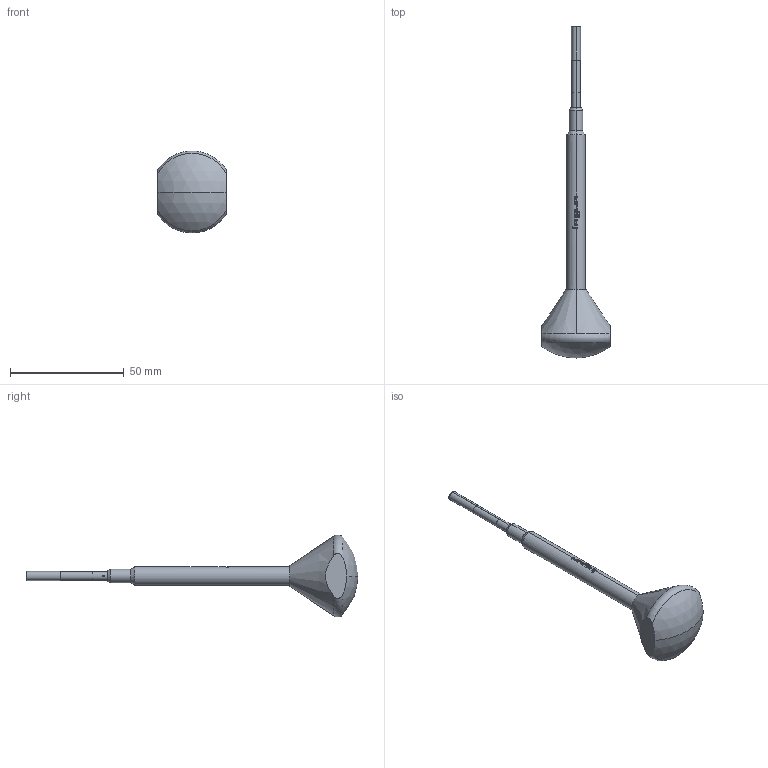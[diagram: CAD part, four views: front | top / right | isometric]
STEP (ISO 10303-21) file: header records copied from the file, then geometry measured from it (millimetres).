
FILE_DESCRIPTION (( 'STEP AP203' ), '1' );
FILE_NAME ('INGUN_SW-SKS-419-429-300.STEP', '2021-10-05T12:21:52', ( 'ochi' ), ( '' ), 'SwSTEP 2.0', 'SolidWorks 2018', '' );
FILE_SCHEMA (( 'CONFIG_CONTROL_DESIGN' ));
Length unit declared in the file: millimetre
Products named in the file (1): INGUN_SW-SKS-419-429-300
Bounding box: 30 x 146 x 36 mm (x, y, z)
Volume: 18796.4 mm3; surface area: 5881.5 mm2
Topology: 1 solids, 1 shells, 112 faces, 303 edges, 196 vertices
Faces by surface type: plane 47, cylinder 26, bspline 22, cone 10, torus 5, sphere 2
Entity records: 4040 total; most frequent: CARTESIAN_POINT 1307, ORIENTED_EDGE 602, DIRECTION 495, EDGE_CURVE 301, AXIS2_PLACEMENT_3D 200, VERTEX_POINT 196, EDGE_LOOP 119, FACE_OUTER_BOUND 112
